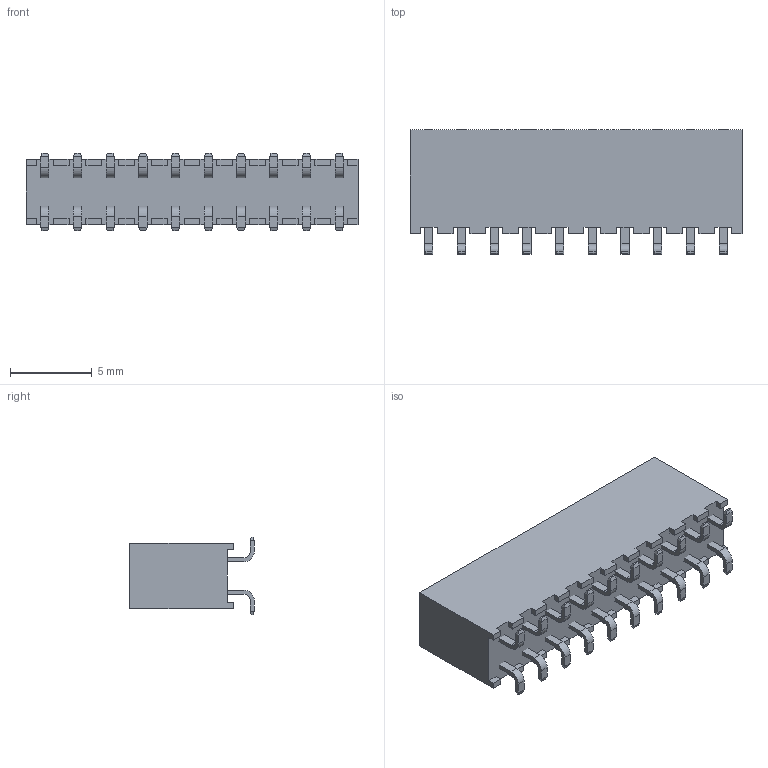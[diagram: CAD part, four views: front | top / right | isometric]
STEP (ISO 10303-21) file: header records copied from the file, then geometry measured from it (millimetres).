
FILE_DESCRIPTION(/* description */ ('STEP AP214'),/* implementation_level */ '2;1');
FILE_NAME(/* name */ 'SQW-110-01-F-D-VS',/* time_stamp */ '2025-06-03T08:05:24+02:00',/* author */ ('License CC BY-ND 4.0'),/* organization */ ('CADENAS'),/* preprocessor_version */ 'ST-DEVELOPER v19.3',/* originating_system */ 'PARTsolutions',/* authorisation */ ' ');
FILE_SCHEMA (('CONFIG_CONTROL_DESIGN','TECHNICAL_DATA_PACKAGING','AUTOMOTIVE_DESIGN {1 0 10303 214 3 1 1}'));
Length unit declared in the file: inch
Products named in the file (3): SQW-110-01-F-D-VS; S1SQW-110-01-F-D-VS; P1SQW-110-01-F-D-VS
Assembly tree (2 placements, depth 2):
  SQW-110-01-F-D-VS
    S1SQW-110-01-F-D-VS
    P1SQW-110-01-F-D-VS
Bounding box: 20.3 x 7.62 x 4.75 mm (x, y, z)
Volume: 487.1 mm3; surface area: 1015.8 mm2
Topology: 2 solids, 2 shells, 676 faces, 1756 edges, 1144 vertices
Faces by surface type: plane 616, cylinder 60
Entity records: 20318 total; most frequent: CARTESIAN_POINT 3579, ORIENTED_EDGE 3512, DIRECTION 3234, EDGE_CURVE 1756, LINE 1636, VECTOR 1636, VERTEX_POINT 1144, AXIS2_PLACEMENT_3D 799
